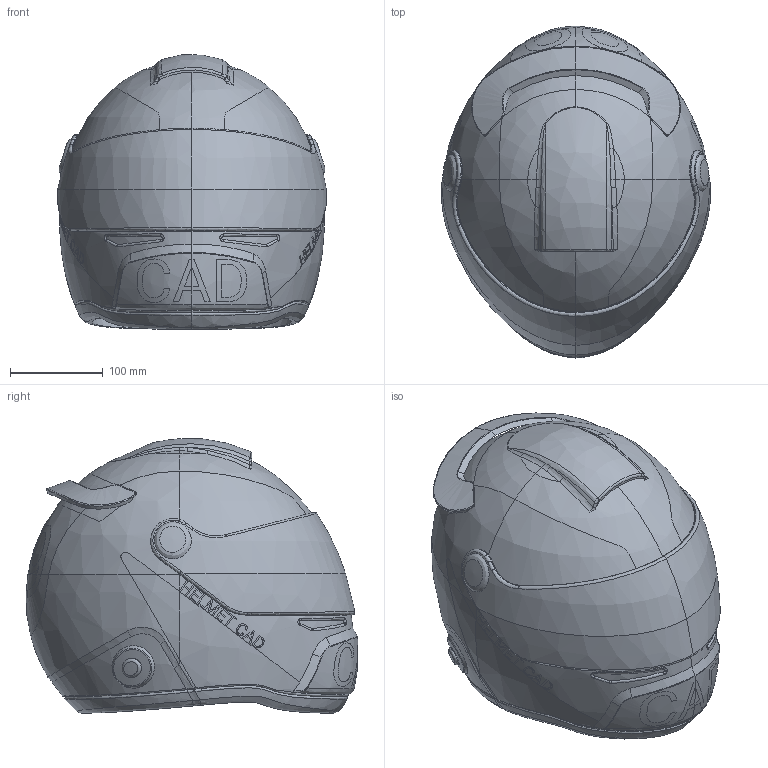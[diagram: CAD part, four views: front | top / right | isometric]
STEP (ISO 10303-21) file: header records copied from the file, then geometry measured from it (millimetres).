
FILE_DESCRIPTION(/* description */ ('STEP AP242 Edition 2','CAx-IF Rec.Pracs.---Representation and Presentation of Product Manufacturing Information (PMI)---4.0---2014-10-13','CAx-IF Rec.Pracs.---3D Tessellated Geometry---0.4---2014-09-14','2;1','CAx-IF Rec.Pracs.---User Defined Attributes---1.5---2016-08-15'),/* implementation_level */ '2;1');
FILE_NAME(/* name */ '69339194e872d53d0ab411f3',/* time_stamp */ '2025-12-06T02:14:49Z',/* author */ (''),/* organization */ (''),/* preprocessor_version */ 'ST-DEVELOPER v20',/* originating_system */ 'ONSHAPE BY PTC INC, 1.207',/* authorisation */ ' ');
FILE_SCHEMA (('AP242_MANAGED_MODEL_BASED_3D_ENGINEERING_MIM_LF { 1 0 10303 442 3 1 4 }'));
Products named in the file (8): HELMET SPOILER; VISOR CAP; HELMET BODY; SEATBELT MOUNT; GASKET PIECE; VISOR
Bounding box: 290.74 x 358.56 x 296.35 mm (x, y, z)
Volume: 2528423.6 mm3; surface area: 637282.8 mm2
Topology: 8 solids, 8 shells, 386 faces, 1211 edges, 868 vertices
Faces by surface type: bspline 364, cylinder 15, plane 7
Entity records: 41835 total; most frequent: CARTESIAN_POINT 33520, ORIENTED_EDGE 2388, EDGE_CURVE 1194, B_SPLINE_CURVE_WITH_KNOTS 1093, VERTEX_POINT 862, EDGE_LOOP 430, FACE_BOUND 430, ADVANCED_FACE 386
